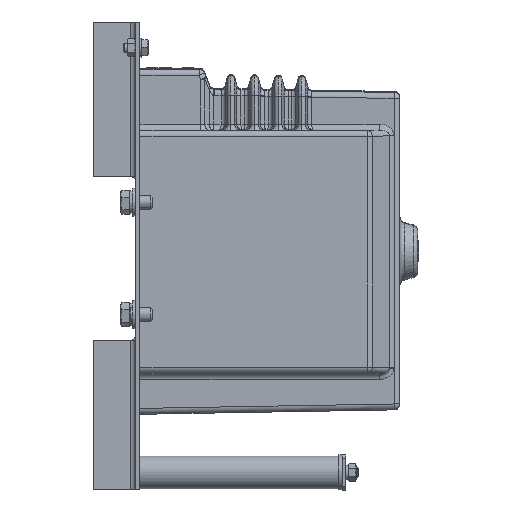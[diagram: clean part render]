
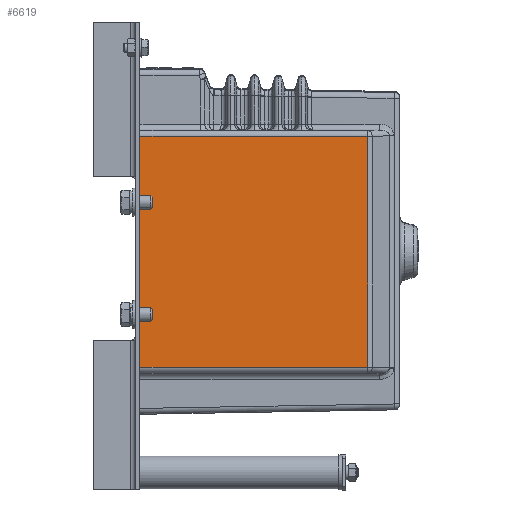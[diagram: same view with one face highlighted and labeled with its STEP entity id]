
A CAD part, left-side view. The second image highlights one B-rep face of the part: STEP entity #6619.
In plain terms, the highlighted face is planar.
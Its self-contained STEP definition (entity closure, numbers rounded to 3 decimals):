
#6619=ADVANCED_FACE('',(#16977),#16979,.F.);
#16977=FACE_BOUND('',#16978,.T.);
#16978=EDGE_LOOP('',(#26503,#26504,#26505,#26506));
#16979=PLANE('',#16980);
#16980=AXIS2_PLACEMENT_3D('',#16981,#16982,#16983);
#16981=CARTESIAN_POINT('',(74.74,196.95,95.4));
#16982=DIRECTION('',(-1.,0.,0.));
#16983=DIRECTION('',(0.,0.,1.));
#26503=ORIENTED_EDGE('',*,*,#31358,.T.);
#26504=ORIENTED_EDGE('',*,*,#31359,.T.);
#26505=ORIENTED_EDGE('',*,*,#31241,.T.);
#26506=ORIENTED_EDGE('',*,*,#31357,.T.);
#31241=EDGE_CURVE('',#34640,#34638,#34641,.T.);
#31357=EDGE_CURVE('',#34638,#34838,#34840,.T.);
#31358=EDGE_CURVE('',#34838,#34841,#34842,.T.);
#31359=EDGE_CURVE('',#34841,#34640,#34843,.T.);
#34638=VERTEX_POINT('',#44057);
#34640=VERTEX_POINT('',#44062);
#34641=LINE('',#44063,#44064);
#34838=VERTEX_POINT('',#45065);
#34840=LINE('',#45070,#45071);
#34841=VERTEX_POINT('',#45073);
#34842=LINE('',#45074,#45075);
#34843=LINE('',#45077,#45078);
#44057=CARTESIAN_POINT('',(74.74,0.,-106.773));
#44062=CARTESIAN_POINT('',(74.74,0.,90.523));
#44063=CARTESIAN_POINT('',(74.74,0.,90.523));
#44064=VECTOR('',#44065,1.);
#44065=DIRECTION('',(0.,0.,-1.));
#45065=CARTESIAN_POINT('',(74.74,194.56,-106.773));
#45070=CARTESIAN_POINT('',(74.74,0.,-106.773));
#45071=VECTOR('',#45072,1.);
#45072=DIRECTION('',(0.,1.,0.));
#45073=CARTESIAN_POINT('',(74.74,194.56,90.523));
#45074=CARTESIAN_POINT('',(74.74,194.56,-106.773));
#45075=VECTOR('',#45076,1.);
#45076=DIRECTION('',(0.,0.,1.));
#45077=CARTESIAN_POINT('',(74.74,194.56,90.523));
#45078=VECTOR('',#45079,1.);
#45079=DIRECTION('',(0.,-1.,0.));
